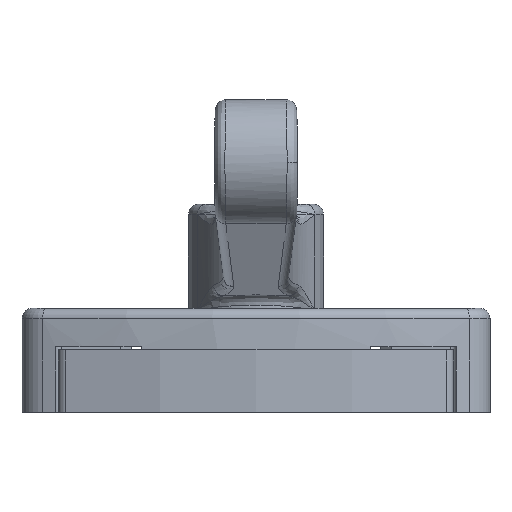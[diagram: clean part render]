
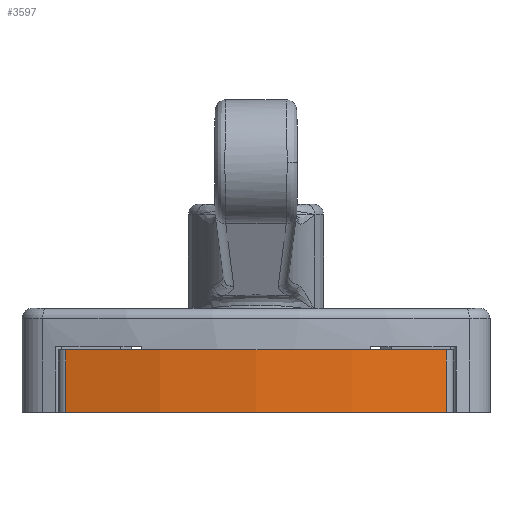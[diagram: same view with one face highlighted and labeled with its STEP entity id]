
A CAD part, left-side view. The second image highlights one B-rep face of the part: STEP entity #3597.
In plain terms, the highlighted cylindrical face has radius 60 mm (diameter 120 mm), a partial arc.
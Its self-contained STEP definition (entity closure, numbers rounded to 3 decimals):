
#627 = DIRECTION ( 'NONE',  ( 0., 0., 1. ) ) ;
#808 = VECTOR ( 'NONE', #627, 1000. ) ;
#816 = CIRCLE ( 'NONE', #7269, 60. ) ;
#1545 = DIRECTION ( 'NONE',  ( 0., -1., 0. ) ) ;
#2176 = EDGE_CURVE ( 'NONE', #4551, #5217, #4082, .T. ) ;
#2363 = DIRECTION ( 'NONE',  ( 0., 0., -1. ) ) ;
#2449 = AXIS2_PLACEMENT_3D ( 'NONE', #3218, #3681, #7239 ) ;
#2706 = CARTESIAN_POINT ( 'NONE',  ( -30.14, -18.305, 0. ) ) ;
#2987 = ORIENTED_EDGE ( 'NONE', *, *, #6097, .F. ) ;
#3218 = CARTESIAN_POINT ( 'NONE',  ( 27., 0., 6. ) ) ;
#3282 = VECTOR ( 'NONE', #5074, 1000. ) ;
#3346 = FACE_OUTER_BOUND ( 'NONE', #4120, .T. ) ;
#3360 = EDGE_CURVE ( 'NONE', #4551, #3608, #816, .T. ) ;
#3597 = ADVANCED_FACE ( 'NONE', ( #3346 ), #5669, .T. ) ;
#3608 = VERTEX_POINT ( 'NONE', #5593 ) ;
#3669 = ORIENTED_EDGE ( 'NONE', *, *, #2176, .T. ) ;
#3681 = DIRECTION ( 'NONE',  ( 0., 0., 1. ) ) ;
#3760 = AXIS2_PLACEMENT_3D ( 'NONE', #7374, #6764, #1545 ) ;
#3872 = CARTESIAN_POINT ( 'NONE',  ( -30.14, 18.305, 6. ) ) ;
#4082 = LINE ( 'NONE', #5261, #808 ) ;
#4120 = EDGE_LOOP ( 'NONE', ( #2987, #4988, #6638, #3669 ) ) ;
#4551 = VERTEX_POINT ( 'NONE', #2706 ) ;
#4686 = DIRECTION ( 'NONE',  ( 0., -1., 0. ) ) ;
#4809 = CARTESIAN_POINT ( 'NONE',  ( -30.14, -18.305, 6. ) ) ;
#4988 = ORIENTED_EDGE ( 'NONE', *, *, #5387, .T. ) ;
#5074 = DIRECTION ( 'NONE',  ( 0., 0., -1. ) ) ;
#5217 = VERTEX_POINT ( 'NONE', #4809 ) ;
#5227 = CARTESIAN_POINT ( 'NONE',  ( -30.14, 18.305, 6. ) ) ;
#5244 = CIRCLE ( 'NONE', #2449, 60. ) ;
#5261 = CARTESIAN_POINT ( 'NONE',  ( -30.14, -18.305, 6. ) ) ;
#5387 = EDGE_CURVE ( 'NONE', #7355, #3608, #6360, .T. ) ;
#5593 = CARTESIAN_POINT ( 'NONE',  ( -30.14, 18.305, 0. ) ) ;
#5669 = CYLINDRICAL_SURFACE ( 'NONE', #3760, 60. ) ;
#5900 = CARTESIAN_POINT ( 'NONE',  ( 27., 0., 0. ) ) ;
#6097 = EDGE_CURVE ( 'NONE', #7355, #5217, #5244, .T. ) ;
#6360 = LINE ( 'NONE', #5227, #3282 ) ;
#6638 = ORIENTED_EDGE ( 'NONE', *, *, #3360, .F. ) ;
#6764 = DIRECTION ( 'NONE',  ( 0., 0., -1. ) ) ;
#7239 = DIRECTION ( 'NONE',  ( 0., 1., 0. ) ) ;
#7269 = AXIS2_PLACEMENT_3D ( 'NONE', #5900, #2363, #4686 ) ;
#7355 = VERTEX_POINT ( 'NONE', #3872 ) ;
#7374 = CARTESIAN_POINT ( 'NONE',  ( 27., 0., 6. ) ) ;
